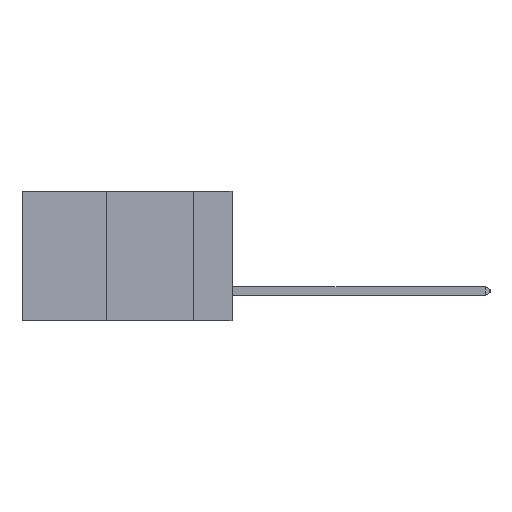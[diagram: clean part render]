
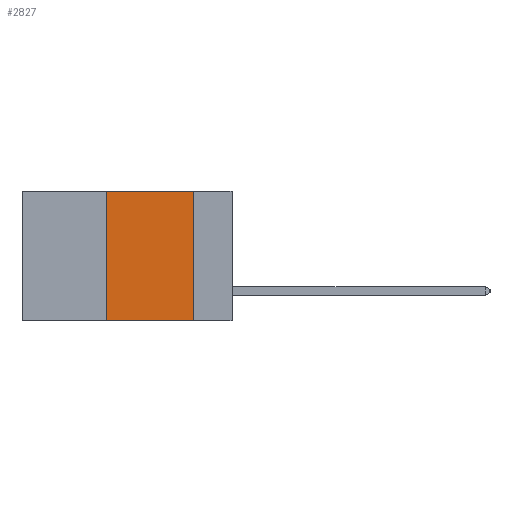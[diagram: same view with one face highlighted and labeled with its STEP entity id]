
A CAD part, left-side view. The second image highlights one B-rep face of the part: STEP entity #2827.
In plain terms, the highlighted planar face has unit normal (-1, 0, 0).
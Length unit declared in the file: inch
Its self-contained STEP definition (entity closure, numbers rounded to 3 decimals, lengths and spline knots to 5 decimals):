
#541 = FACE_OUTER_BOUND ( 'NONE', #15015, .T. ) ;
#1078 = VECTOR ( 'NONE', #12302, 39.37008 ) ;
#1363 = CARTESIAN_POINT ( 'NONE',  ( 0., 0.6, -0.37 ) ) ;
#2141 = VECTOR ( 'NONE', #7778, 39.37008 ) ;
#2230 = ORIENTED_EDGE ( 'NONE', *, *, #2762, .F. ) ;
#2681 = DIRECTION ( 'NONE',  ( 0., -1., 0. ) ) ;
#2762 = EDGE_CURVE ( 'NONE', #14031, #3832, #15025, .T. ) ;
#2827 = ADVANCED_FACE ( 'NONE', ( #541 ), #4062, .F. ) ;
#3832 = VERTEX_POINT ( 'NONE', #11070 ) ;
#4062 = PLANE ( 'NONE',  #15229 ) ;
#4542 = EDGE_CURVE ( 'NONE', #5771, #3832, #6007, .T. ) ;
#4572 = CARTESIAN_POINT ( 'NONE',  ( 0., 0.36, 0. ) ) ;
#4611 = CARTESIAN_POINT ( 'NONE',  ( 0., 0.11, 0. ) ) ;
#5378 = DIRECTION ( 'NONE',  ( 0., 0., -1. ) ) ;
#5433 = ORIENTED_EDGE ( 'NONE', *, *, #6304, .F. ) ;
#5771 = VERTEX_POINT ( 'NONE', #10085 ) ;
#6007 = LINE ( 'NONE', #1363, #15791 ) ;
#6304 = EDGE_CURVE ( 'NONE', #5771, #8558, #14744, .T. ) ;
#7196 = EDGE_CURVE ( 'NONE', #8558, #14031, #15738, .T. ) ;
#7254 = ORIENTED_EDGE ( 'NONE', *, *, #7196, .F. ) ;
#7778 = DIRECTION ( 'NONE',  ( 0., -1., 0. ) ) ;
#7911 = CARTESIAN_POINT ( 'NONE',  ( 0., 0.6, 0. ) ) ;
#8266 = VECTOR ( 'NONE', #10427, 39.37008 ) ;
#8558 = VERTEX_POINT ( 'NONE', #14663 ) ;
#9080 = CARTESIAN_POINT ( 'NONE',  ( 0., 0.6, 0. ) ) ;
#9101 = CARTESIAN_POINT ( 'NONE',  ( 0., 0.11, 0. ) ) ;
#10085 = CARTESIAN_POINT ( 'NONE',  ( 0., 0.36, -0.37 ) ) ;
#10427 = DIRECTION ( 'NONE',  ( 0., 0., -1. ) ) ;
#11070 = CARTESIAN_POINT ( 'NONE',  ( 0., 0.11, -0.37 ) ) ;
#12302 = DIRECTION ( 'NONE',  ( 0., 0., 1. ) ) ;
#13072 = DIRECTION ( 'NONE',  ( 1., 0., 0. ) ) ;
#14031 = VERTEX_POINT ( 'NONE', #4611 ) ;
#14663 = CARTESIAN_POINT ( 'NONE',  ( 0., 0.36, 0. ) ) ;
#14744 = LINE ( 'NONE', #4572, #1078 ) ;
#15015 = EDGE_LOOP ( 'NONE', ( #2230, #7254, #5433, #16413 ) ) ;
#15025 = LINE ( 'NONE', #9101, #8266 ) ;
#15229 = AXIS2_PLACEMENT_3D ( 'NONE', #7911, #13072, #5378 ) ;
#15738 = LINE ( 'NONE', #9080, #2141 ) ;
#15791 = VECTOR ( 'NONE', #2681, 39.37008 ) ;
#16413 = ORIENTED_EDGE ( 'NONE', *, *, #4542, .T. ) ;
